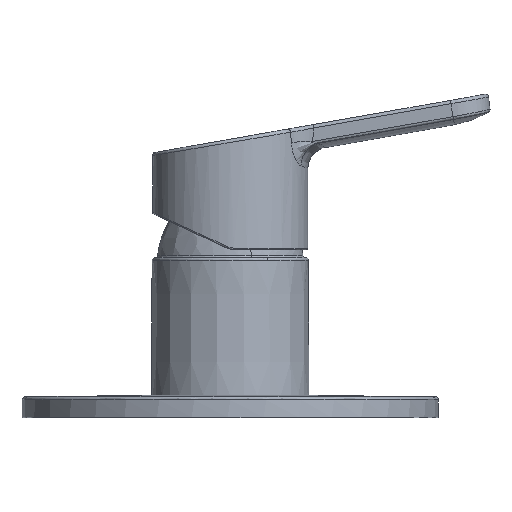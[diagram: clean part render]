
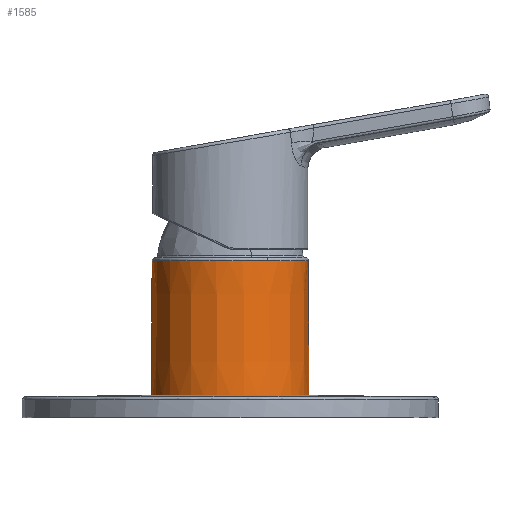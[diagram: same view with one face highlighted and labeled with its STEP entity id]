
A CAD part, left-side view. The second image highlights one B-rep face of the part: STEP entity #1585.
In plain terms, the highlighted conical face has half-angle 0.229 degrees and reference radius 24.599 mm.
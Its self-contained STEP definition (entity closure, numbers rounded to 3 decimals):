
#107 = CONICAL_SURFACE ( 'NONE', #4827, 24.599, 0.004 ) ;
#140 = DIRECTION ( 'NONE',  ( 0., 1., 0. ) ) ;
#191 = EDGE_CURVE ( 'NONE', #5075, #4140, #5224, .T. ) ;
#596 = AXIS2_PLACEMENT_3D ( 'NONE', #2142, #5810, #2654 ) ;
#913 = CARTESIAN_POINT ( 'NONE',  ( 0., -24.572, 35.849 ) ) ;
#1380 = DIRECTION ( 'NONE',  ( 0., 0.004, -1. ) ) ;
#1436 = AXIS2_PLACEMENT_3D ( 'NONE', #1910, #5574, #2427 ) ;
#1466 = ORIENTED_EDGE ( 'NONE', *, *, #4996, .T. ) ;
#1542 = EDGE_CURVE ( 'NONE', #6271, #5075, #6328, .T. ) ;
#1585 = ADVANCED_FACE ( 'NONE', ( #4424 ), #107, .T. ) ;
#1628 = VECTOR ( 'NONE', #1380, 1000. ) ;
#1724 = DIRECTION ( 'NONE',  ( 0., 0., -1. ) ) ;
#1809 = EDGE_CURVE ( 'NONE', #6271, #6350, #4261, .T. ) ;
#1910 = CARTESIAN_POINT ( 'NONE',  ( 0., 0., 77.904 ) ) ;
#2142 = CARTESIAN_POINT ( 'NONE',  ( 0., 0., 77.904 ) ) ;
#2289 = ORIENTED_EDGE ( 'NONE', *, *, #1809, .T. ) ;
#2427 = DIRECTION ( 'NONE',  ( -0.878, -0.479, 0. ) ) ;
#2477 = EDGE_LOOP ( 'NONE', ( #6613, #2289, #6505, #1466, #4664 ) ) ;
#2654 = DIRECTION ( 'NONE',  ( -0.878, -0.479, 0. ) ) ;
#2732 = CARTESIAN_POINT ( 'NONE',  ( 0., -24.599, 29.101 ) ) ;
#2934 = CARTESIAN_POINT ( 'NONE',  ( 0., 0., 35.849 ) ) ;
#2997 = LINE ( 'NONE', #4493, #1628 ) ;
#3464 = DIRECTION ( 'NONE',  ( 0., 1., 0. ) ) ;
#4055 = CARTESIAN_POINT ( 'NONE',  ( 0., 24.404, 77.904 ) ) ;
#4140 = VERTEX_POINT ( 'NONE', #4342 ) ;
#4150 = EDGE_CURVE ( 'NONE', #6350, #6616, #6132, .T. ) ;
#4261 = CIRCLE ( 'NONE', #1436, 24.404 ) ;
#4342 = CARTESIAN_POINT ( 'NONE',  ( 0., 24.572, 35.849 ) ) ;
#4424 = FACE_OUTER_BOUND ( 'NONE', #2477, .T. ) ;
#4452 = CARTESIAN_POINT ( 'NONE',  ( 0., -24.404, 77.904 ) ) ;
#4493 = CARTESIAN_POINT ( 'NONE',  ( 0., 24.599, 29.101 ) ) ;
#4597 = AXIS2_PLACEMENT_3D ( 'NONE', #2934, #6600, #3464 ) ;
#4664 = ORIENTED_EDGE ( 'NONE', *, *, #191, .F. ) ;
#4827 = AXIS2_PLACEMENT_3D ( 'NONE', #5382, #1724, #140 ) ;
#4996 = EDGE_CURVE ( 'NONE', #6616, #4140, #2997, .T. ) ;
#5075 = VERTEX_POINT ( 'NONE', #913 ) ;
#5224 = CIRCLE ( 'NONE', #4597, 24.572 ) ;
#5382 = CARTESIAN_POINT ( 'NONE',  ( 0., 0., 29.101 ) ) ;
#5574 = DIRECTION ( 'NONE',  ( 0., 0., -1. ) ) ;
#5589 = CARTESIAN_POINT ( 'NONE',  ( -21.417, -11.7, 77.904 ) ) ;
#5810 = DIRECTION ( 'NONE',  ( 0., 0., -1. ) ) ;
#5836 = VECTOR ( 'NONE', #6362, 1000. ) ;
#6132 = CIRCLE ( 'NONE', #596, 24.404 ) ;
#6271 = VERTEX_POINT ( 'NONE', #4452 ) ;
#6328 = LINE ( 'NONE', #2732, #5836 ) ;
#6350 = VERTEX_POINT ( 'NONE', #5589 ) ;
#6362 = DIRECTION ( 'NONE',  ( 0., -0.004, -1. ) ) ;
#6505 = ORIENTED_EDGE ( 'NONE', *, *, #4150, .T. ) ;
#6600 = DIRECTION ( 'NONE',  ( 0., 0., -1. ) ) ;
#6613 = ORIENTED_EDGE ( 'NONE', *, *, #1542, .F. ) ;
#6616 = VERTEX_POINT ( 'NONE', #4055 ) ;
